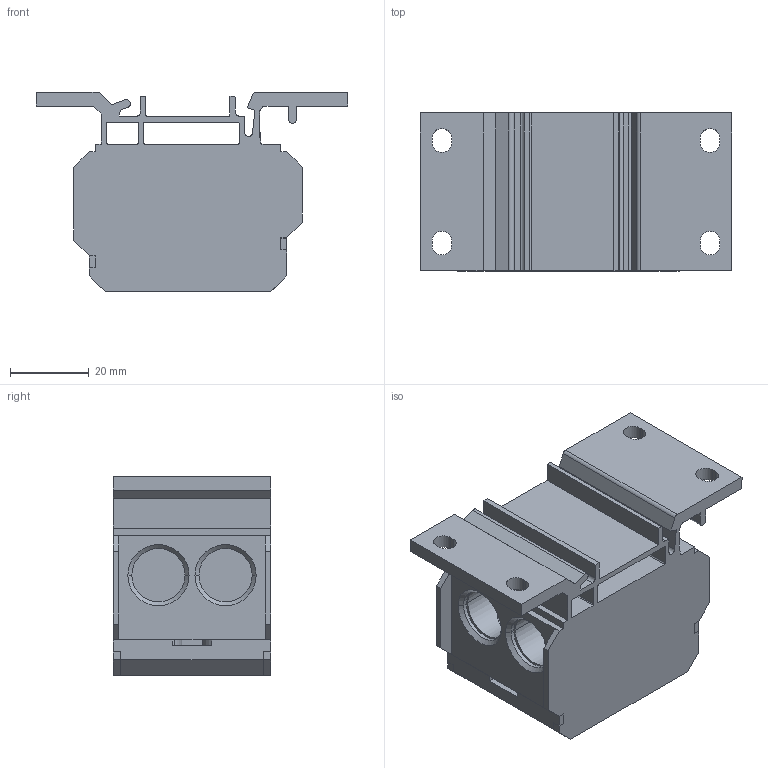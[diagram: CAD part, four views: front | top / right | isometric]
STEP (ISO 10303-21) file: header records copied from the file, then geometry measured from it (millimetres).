
FILE_DESCRIPTION((''),'2;1');
FILE_NAME('EDBM_4_ASM','2021-04-08T',('marketing.praksa'),('Audax d.o.o.'),'CREO PARAMETRIC BY PTC INC, 2017480','CREO PARAMETRIC BY PTC INC, 2017480','');
FILE_SCHEMA(('AUTOMOTIVE_DESIGN { 1 0 10303 214 1 1 1 1 }'));
Length unit declared in the file: millimetre
Products named in the file (9): DB-04_00_01_OBUDOWA_BLOKU_REV_1; DB-WKRET_M12X14_1_2_3_4_5_1; PRT0117_1_1; PRT0117_1_2; PRT0117_1_3; PRT0117_1_ASM; DB-04_00_03_WKLAD_REV_00_1; PRT9594_1; EDBM_4_ASM
Assembly tree (11 placements, depth 3):
  EDBM_4_ASM
    DB-04_00_01_OBUDOWA_BLOKU_REV_1
    DB-WKRET_M12X14_1_2_3_4_5_1  x4
    PRT0117_1_ASM
      PRT0117_1_1
      PRT0117_1_2
      PRT0117_1_3
    DB-04_00_03_WKLAD_REV_00_1
    PRT9594_1
Bounding box: 78.96 x 40 x 50.6 mm (x, y, z)
Volume: 52330.6 mm3; surface area: 43313.5 mm2
Topology: 10 solids, 10 shells, 405 faces, 1079 edges, 712 vertices
Faces by surface type: plane 278, cylinder 110, cone 16, extrusion 1
Entity records: 17666 total; most frequent: CARTESIAN_POINT 2387, ORIENTED_EDGE 1990, DIRECTION 1974, PRESENTATION_STYLE_ASSIGNMENT 1299, STYLED_ITEM 1299, CURVE_STYLE 996, EDGE_CURVE 995, VECTOR 774
